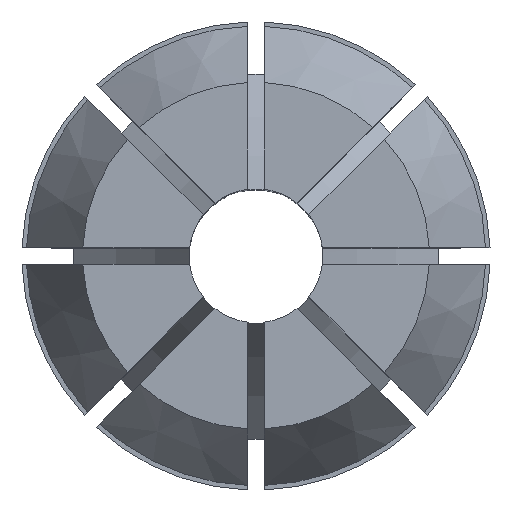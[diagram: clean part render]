
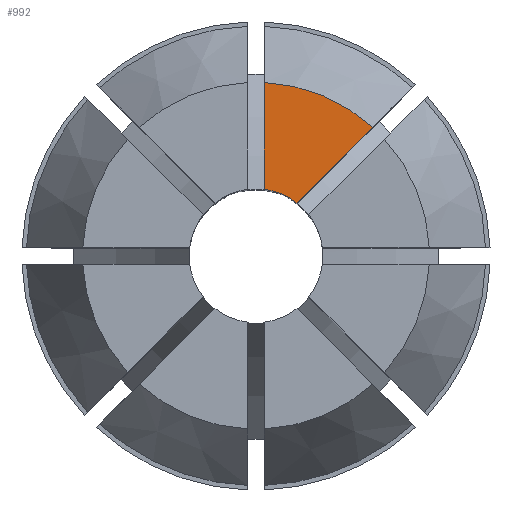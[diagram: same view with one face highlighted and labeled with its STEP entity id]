
A CAD part, top view. The second image highlights one B-rep face of the part: STEP entity #992.
In plain terms, the highlighted planar face has unit normal (0, 0, 1).
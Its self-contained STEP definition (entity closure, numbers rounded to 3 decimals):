
#114 = AXIS2_PLACEMENT_3D ( 'NONE', #2055, #1138, #3012 ) ;
#125 = CIRCLE ( 'NONE', #2469, 7.778 ) ;
#258 = EDGE_CURVE ( 'NONE', #2844, #3224, #3005, .T. ) ;
#299 = DIRECTION ( 'NONE',  ( -1., 0., 0. ) ) ;
#729 = CARTESIAN_POINT ( 'NONE',  ( 0., 0., 31.5 ) ) ;
#908 = CARTESIAN_POINT ( 'NONE',  ( 5.229, 5.759, 31.5 ) ) ;
#992 = ADVANCED_FACE ( 'NONE', ( #1432 ), #2998, .T. ) ;
#1138 = DIRECTION ( 'NONE',  ( 0., 0., 1. ) ) ;
#1208 = VECTOR ( 'NONE', #3925, 1000. ) ;
#1432 = FACE_OUTER_BOUND ( 'NONE', #2293, .T. ) ;
#1606 = EDGE_CURVE ( 'NONE', #2844, #3829, #2110, .T. ) ;
#1634 = AXIS2_PLACEMENT_3D ( 'NONE', #729, #2510, #2552 ) ;
#1672 = LINE ( 'NONE', #2661, #1208 ) ;
#1747 = CARTESIAN_POINT ( 'NONE',  ( 0., 0., 31.5 ) ) ;
#1909 = VECTOR ( 'NONE', #3589, 1000. ) ;
#2055 = CARTESIAN_POINT ( 'NONE',  ( 0., 7.778, 31.5 ) ) ;
#2073 = DIRECTION ( 'NONE',  ( 0., 0., -1. ) ) ;
#2110 = LINE ( 'NONE', #3541, #1909 ) ;
#2114 = CARTESIAN_POINT ( 'NONE',  ( 0.375, 7.769, 31.5 ) ) ;
#2293 = EDGE_LOOP ( 'NONE', ( #3509, #2637, #3338, #3437 ) ) ;
#2469 = AXIS2_PLACEMENT_3D ( 'NONE', #1747, #2073, #299 ) ;
#2510 = DIRECTION ( 'NONE',  ( 0., 0., -1. ) ) ;
#2552 = DIRECTION ( 'NONE',  ( 0., 1., 0. ) ) ;
#2637 = ORIENTED_EDGE ( 'NONE', *, *, #2748, .T. ) ;
#2661 = CARTESIAN_POINT ( 'NONE',  ( 3.624, 4.154, 31.5 ) ) ;
#2748 = EDGE_CURVE ( 'NONE', #3224, #3364, #1672, .T. ) ;
#2844 = VERTEX_POINT ( 'NONE', #3745 ) ;
#2998 = PLANE ( 'NONE',  #114 ) ;
#3005 = CIRCLE ( 'NONE', #1634, 3. ) ;
#3012 = DIRECTION ( 'NONE',  ( 1., 0., 0. ) ) ;
#3143 = CARTESIAN_POINT ( 'NONE',  ( 1.84, 2.37, 31.5 ) ) ;
#3224 = VERTEX_POINT ( 'NONE', #3143 ) ;
#3338 = ORIENTED_EDGE ( 'NONE', *, *, #3630, .F. ) ;
#3364 = VERTEX_POINT ( 'NONE', #908 ) ;
#3437 = ORIENTED_EDGE ( 'NONE', *, *, #1606, .F. ) ;
#3509 = ORIENTED_EDGE ( 'NONE', *, *, #258, .T. ) ;
#3541 = CARTESIAN_POINT ( 'NONE',  ( 0.375, 7.778, 31.5 ) ) ;
#3589 = DIRECTION ( 'NONE',  ( 0., 1., 0. ) ) ;
#3630 = EDGE_CURVE ( 'NONE', #3829, #3364, #125, .T. ) ;
#3745 = CARTESIAN_POINT ( 'NONE',  ( 0.375, 2.976, 31.5 ) ) ;
#3829 = VERTEX_POINT ( 'NONE', #2114 ) ;
#3925 = DIRECTION ( 'NONE',  ( 0.707, 0.707, 0. ) ) ;
